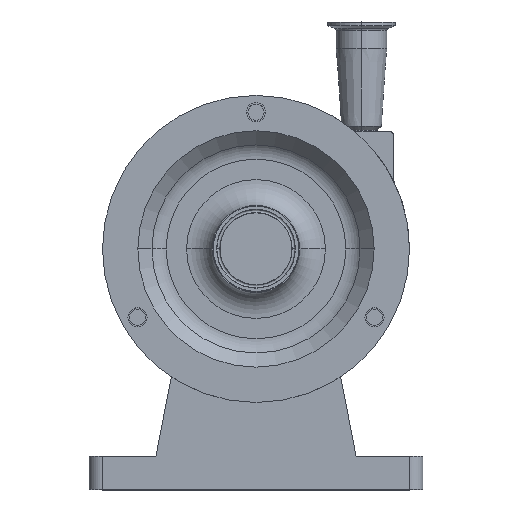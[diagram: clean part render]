
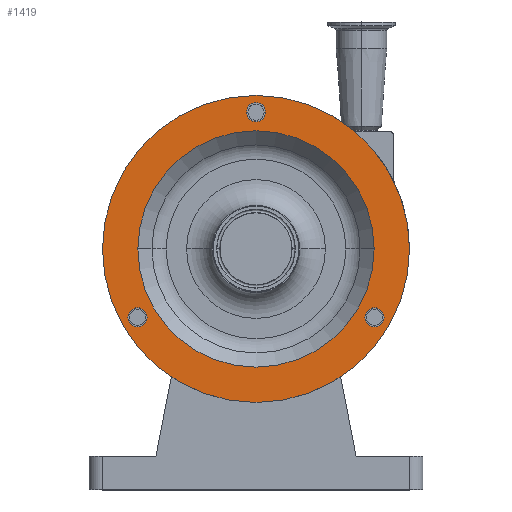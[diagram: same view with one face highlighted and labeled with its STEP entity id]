
A CAD part, top view. The second image highlights one B-rep face of the part: STEP entity #1419.
In plain terms, the highlighted planar face has unit normal (0, 0, 1).
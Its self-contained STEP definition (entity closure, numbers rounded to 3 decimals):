
#1373 = EDGE_CURVE ( 'NONE', #7267, #7694, #4090, .T. ) ;
#1377 = ORIENTED_EDGE ( 'NONE', *, *, #7340, .T. ) ;
#1378 = ORIENTED_EDGE ( 'NONE', *, *, #7338, .F. ) ;
#1380 = EDGE_LOOP ( 'NONE', ( #1389, #1391 ) ) ;
#1384 = EDGE_CURVE ( 'NONE', #7339, #7337, #4071, .T. ) ;
#1386 = EDGE_CURVE ( 'NONE', #7321, #7404, #4079, .T. ) ;
#1388 = EDGE_CURVE ( 'NONE', #7394, #7351, #4074, .T. ) ;
#1389 = ORIENTED_EDGE ( 'NONE', *, *, #1386, .F. ) ;
#1390 = EDGE_LOOP ( 'NONE', ( #1418, #1378 ) ) ;
#1391 = ORIENTED_EDGE ( 'NONE', *, *, #7323, .F. ) ;
#1392 = ORIENTED_EDGE ( 'NONE', *, *, #1395, .F. ) ;
#1395 = EDGE_CURVE ( 'NONE', #7576, #7270, #4138, .T. ) ;
#1418 = ORIENTED_EDGE ( 'NONE', *, *, #1384, .F. ) ;
#1419 = ADVANCED_FACE ( 'NONE', ( #4048, #4046, #4055, #4128, #4052 ), #4047, .F. ) ;
#1420 = ORIENTED_EDGE ( 'NONE', *, *, #7577, .F. ) ;
#1502 = ORIENTED_EDGE ( 'NONE', *, *, #7579, .F. ) ;
#1507 = EDGE_LOOP ( 'NONE', ( #1536, #1502 ) ) ;
#1508 = EDGE_LOOP ( 'NONE', ( #1377, #1535 ) ) ;
#1509 = EDGE_LOOP ( 'NONE', ( #1392, #1420 ) ) ;
#1535 = ORIENTED_EDGE ( 'NONE', *, *, #1388, .T. ) ;
#1536 = ORIENTED_EDGE ( 'NONE', *, *, #1373, .F. ) ;
#4042 = CARTESIAN_POINT ( 'NONE',  ( 0., 32., 194. ) ) ;
#4045 = AXIS2_PLACEMENT_3D ( 'NONE', #4042, #4169, #4168 ) ;
#4046 = FACE_BOUND ( 'NONE', #1390, .T. ) ;
#4047 = PLANE ( 'NONE',  #4045 ) ;
#4048 = FACE_BOUND ( 'NONE', #1380, .T. ) ;
#4052 = FACE_BOUND ( 'NONE', #1507, .T. ) ;
#4055 = FACE_BOUND ( 'NONE', #1509, .T. ) ;
#4068 = DIRECTION ( 'NONE',  ( 1., 0., 0. ) ) ;
#4069 = DIRECTION ( 'NONE',  ( 0., 0., 1. ) ) ;
#4070 = AXIS2_PLACEMENT_3D ( 'NONE', #4078, #4069, #4068 ) ;
#4071 = CIRCLE ( 'NONE', #4070, 7.144 ) ;
#4074 = CIRCLE ( 'NONE', #4148, 115. ) ;
#4075 = DIRECTION ( 'NONE',  ( 1., 0., 0. ) ) ;
#4076 = DIRECTION ( 'NONE',  ( 0., 0., 1. ) ) ;
#4077 = CARTESIAN_POINT ( 'NONE',  ( 0., 0., 194. ) ) ;
#4078 = CARTESIAN_POINT ( 'NONE',  ( -88.768, -51.25, 194. ) ) ;
#4079 = CIRCLE ( 'NONE', #4145, 7.144 ) ;
#4090 = CIRCLE ( 'NONE', #4093, 88.5 ) ;
#4093 = AXIS2_PLACEMENT_3D ( 'NONE', #4077, #4076, #4075 ) ;
#4128 = FACE_OUTER_BOUND ( 'NONE', #1508, .T. ) ;
#4131 = DIRECTION ( 'NONE',  ( 1., 0., 0. ) ) ;
#4132 = DIRECTION ( 'NONE',  ( 0., 0., 1. ) ) ;
#4135 = CARTESIAN_POINT ( 'NONE',  ( 0., 102.5, 194. ) ) ;
#4136 = AXIS2_PLACEMENT_3D ( 'NONE', #4135, #4132, #4131 ) ;
#4138 = CIRCLE ( 'NONE', #4136, 7.144 ) ;
#4139 = DIRECTION ( 'NONE',  ( 1., 0., 0. ) ) ;
#4140 = DIRECTION ( 'NONE',  ( 0., 0., 1. ) ) ;
#4141 = CARTESIAN_POINT ( 'NONE',  ( 0., 0., 194. ) ) ;
#4142 = DIRECTION ( 'NONE',  ( 1., 0., 0. ) ) ;
#4143 = DIRECTION ( 'NONE',  ( 0., 0., 1. ) ) ;
#4144 = CARTESIAN_POINT ( 'NONE',  ( 88.768, -51.25, 194. ) ) ;
#4145 = AXIS2_PLACEMENT_3D ( 'NONE', #4144, #4143, #4142 ) ;
#4148 = AXIS2_PLACEMENT_3D ( 'NONE', #4141, #4140, #4139 ) ;
#4168 = DIRECTION ( 'NONE',  ( -1., 0., 0. ) ) ;
#4169 = DIRECTION ( 'NONE',  ( 0., 0., -1. ) ) ;
#4735 = CARTESIAN_POINT ( 'NONE',  ( 88.5, 0., 194. ) ) ;
#4744 = CARTESIAN_POINT ( 'NONE',  ( -7.144, 102.5, 194. ) ) ;
#4816 = DIRECTION ( 'NONE',  ( 1., 0., 0. ) ) ;
#4817 = DIRECTION ( 'NONE',  ( 0., 0., 1. ) ) ;
#4818 = CARTESIAN_POINT ( 'NONE',  ( 88.768, -51.25, 194. ) ) ;
#4819 = CARTESIAN_POINT ( 'NONE',  ( 95.911, -51.25, 194. ) ) ;
#4828 = AXIS2_PLACEMENT_3D ( 'NONE', #4818, #4817, #4816 ) ;
#4829 = CIRCLE ( 'NONE', #4828, 7.144 ) ;
#4884 = CIRCLE ( 'NONE', #4920, 7.144 ) ;
#4896 = CARTESIAN_POINT ( 'NONE',  ( 115., 0., 194. ) ) ;
#4915 = DIRECTION ( 'NONE',  ( 1., 0., 0. ) ) ;
#4919 = CARTESIAN_POINT ( 'NONE',  ( 0., 0., 194. ) ) ;
#4920 = AXIS2_PLACEMENT_3D ( 'NONE', #4940, #4977, #4976 ) ;
#4921 = DIRECTION ( 'NONE',  ( 0., 0., 1. ) ) ;
#4922 = CARTESIAN_POINT ( 'NONE',  ( -81.624, -51.25, 194. ) ) ;
#4923 = AXIS2_PLACEMENT_3D ( 'NONE', #4919, #4921, #4915 ) ;
#4939 = CARTESIAN_POINT ( 'NONE',  ( -95.911, -51.25, 194. ) ) ;
#4940 = CARTESIAN_POINT ( 'NONE',  ( -88.768, -51.25, 194. ) ) ;
#4944 = CIRCLE ( 'NONE', #4923, 115. ) ;
#4976 = DIRECTION ( 'NONE',  ( 1., 0., 0. ) ) ;
#4977 = DIRECTION ( 'NONE',  ( 0., 0., 1. ) ) ;
#4987 = CARTESIAN_POINT ( 'NONE',  ( 81.624, -51.25, 194. ) ) ;
#4988 = CARTESIAN_POINT ( 'NONE',  ( -115., 0., 194. ) ) ;
#5296 = CARTESIAN_POINT ( 'NONE',  ( 0., 0., 194. ) ) ;
#5302 = DIRECTION ( 'NONE',  ( 1., 0., 0. ) ) ;
#5303 = DIRECTION ( 'NONE',  ( 0., 0., 1. ) ) ;
#5305 = DIRECTION ( 'NONE',  ( 0., 0., 1. ) ) ;
#5307 = CARTESIAN_POINT ( 'NONE',  ( 0., 102.5, 194. ) ) ;
#5311 = CIRCLE ( 'NONE', #5361, 7.144 ) ;
#5361 = AXIS2_PLACEMENT_3D ( 'NONE', #5307, #5303, #5302 ) ;
#5362 = CIRCLE ( 'NONE', #5451, 88.5 ) ;
#5363 = CARTESIAN_POINT ( 'NONE',  ( 7.144, 102.5, 194. ) ) ;
#5450 = DIRECTION ( 'NONE',  ( 1., 0., 0. ) ) ;
#5451 = AXIS2_PLACEMENT_3D ( 'NONE', #5296, #5305, #5450 ) ;
#5626 = CARTESIAN_POINT ( 'NONE',  ( -88.5, 0., 194. ) ) ;
#7267 = VERTEX_POINT ( 'NONE', #4735 ) ;
#7270 = VERTEX_POINT ( 'NONE', #4744 ) ;
#7321 = VERTEX_POINT ( 'NONE', #4819 ) ;
#7323 = EDGE_CURVE ( 'NONE', #7404, #7321, #4829, .T. ) ;
#7337 = VERTEX_POINT ( 'NONE', #4939 ) ;
#7338 = EDGE_CURVE ( 'NONE', #7337, #7339, #4884, .T. ) ;
#7339 = VERTEX_POINT ( 'NONE', #4922 ) ;
#7340 = EDGE_CURVE ( 'NONE', #7351, #7394, #4944, .T. ) ;
#7351 = VERTEX_POINT ( 'NONE', #4896 ) ;
#7394 = VERTEX_POINT ( 'NONE', #4988 ) ;
#7404 = VERTEX_POINT ( 'NONE', #4987 ) ;
#7576 = VERTEX_POINT ( 'NONE', #5363 ) ;
#7577 = EDGE_CURVE ( 'NONE', #7270, #7576, #5311, .T. ) ;
#7579 = EDGE_CURVE ( 'NONE', #7694, #7267, #5362, .T. ) ;
#7694 = VERTEX_POINT ( 'NONE', #5626 ) ;
